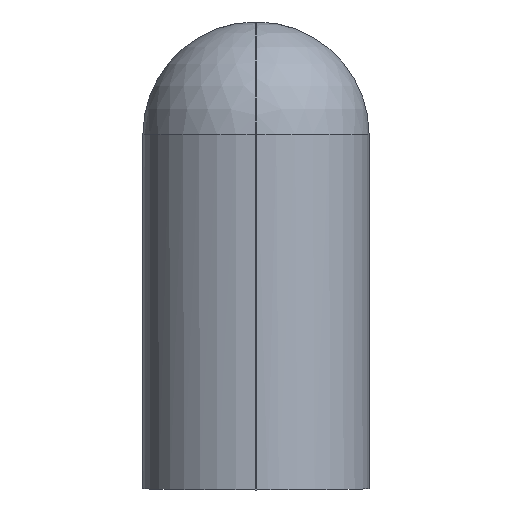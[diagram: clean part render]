
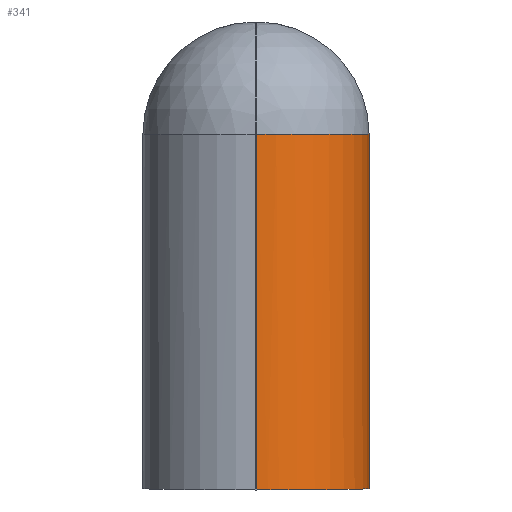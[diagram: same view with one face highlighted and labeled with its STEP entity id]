
A CAD part, left-side view. The second image highlights one B-rep face of the part: STEP entity #341.
In plain terms, the highlighted cylindrical face has radius 1.44 mm (diameter 2.88 mm), a partial arc.
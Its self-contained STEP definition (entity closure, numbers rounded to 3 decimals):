
#22 = VERTEX_POINT('',#23);
#23 = CARTESIAN_POINT('',(-39.5,-0.01,0.));
#32 = PLANE('',#33);
#33 = AXIS2_PLACEMENT_3D('',#34,#35,#36);
#34 = CARTESIAN_POINT('',(-39.5,-1.45,0.));
#35 = DIRECTION('',(-1.,0.,0.));
#36 = DIRECTION('',(0.,1.,0.));
#44 = PLANE('',#45);
#45 = AXIS2_PLACEMENT_3D('',#46,#47,#48);
#46 = CARTESIAN_POINT('',(39.5,2.9,1.));
#47 = DIRECTION('',(0.013,0.,-1.));
#48 = DIRECTION('',(-1.,-0.,-0.013));
#56 = EDGE_CURVE('',#22,#57,#59,.T.);
#57 = VERTEX_POINT('',#58);
#58 = CARTESIAN_POINT('',(-39.5,-0.01,4.56));
#59 = SURFACE_CURVE('',#60,(#64,#71),.PCURVE_S1.);
#60 = LINE('',#61,#62);
#61 = CARTESIAN_POINT('',(-39.5,-0.01,0.));
#62 = VECTOR('',#63,1.);
#63 = DIRECTION('',(0.,0.,1.));
#64 = PCURVE('',#32,#65);
#65 = DEFINITIONAL_REPRESENTATION('',(#66),#70);
#66 = LINE('',#67,#68);
#67 = CARTESIAN_POINT('',(1.44,0.));
#68 = VECTOR('',#69,1.);
#69 = DIRECTION('',(0.,-1.));
#70 = ( GEOMETRIC_REPRESENTATION_CONTEXT(2) 
PARAMETRIC_REPRESENTATION_CONTEXT() REPRESENTATION_CONTEXT('2D SPACE',''
  ) );
#71 = PCURVE('',#72,#77);
#72 = CYLINDRICAL_SURFACE('',#73,1.44);
#73 = AXIS2_PLACEMENT_3D('',#74,#75,#76);
#74 = CARTESIAN_POINT('',(-38.06,-0.01,0.));
#75 = DIRECTION('',(0.,0.,1.));
#76 = DIRECTION('',(-1.,0.,0.));
#77 = DEFINITIONAL_REPRESENTATION('',(#78),#82);
#78 = LINE('',#79,#80);
#79 = CARTESIAN_POINT('',(0.,0.));
#80 = VECTOR('',#81,1.);
#81 = DIRECTION('',(0.,1.));
#82 = ( GEOMETRIC_REPRESENTATION_CONTEXT(2) 
PARAMETRIC_REPRESENTATION_CONTEXT() REPRESENTATION_CONTEXT('2D SPACE',''
  ) );
#238 = VERTEX_POINT('',#239);
#239 = CARTESIAN_POINT('',(-38.06,-1.45,0.018));
#252 = PLANE('',#253);
#253 = AXIS2_PLACEMENT_3D('',#254,#255,#256);
#254 = CARTESIAN_POINT('',(-39.5,-1.45,0.));
#255 = DIRECTION('',(0.,1.,0.));
#256 = DIRECTION('',(1.,0.,0.));
#263 = EDGE_CURVE('',#238,#22,#264,.T.);
#264 = SURFACE_CURVE('',#265,(#270,#277),.PCURVE_S1.);
#265 = ELLIPSE('',#266,1.44,1.44);
#266 = AXIS2_PLACEMENT_3D('',#267,#268,#269);
#267 = CARTESIAN_POINT('',(-38.06,-0.01,0.018));
#268 = DIRECTION('',(0.013,0.,-1.));
#269 = DIRECTION('',(1.,0.,0.013));
#270 = PCURVE('',#44,#271);
#271 = DEFINITIONAL_REPRESENTATION('',(#272),#276);
#272 = ELLIPSE('',#273,1.44,1.44);
#273 = AXIS2_PLACEMENT_2D('',#274,#275);
#274 = CARTESIAN_POINT('',(77.566,-2.91));
#275 = DIRECTION('',(-1.,0.));
#276 = ( GEOMETRIC_REPRESENTATION_CONTEXT(2) 
PARAMETRIC_REPRESENTATION_CONTEXT() REPRESENTATION_CONTEXT('2D SPACE',''
  ) );
#277 = PCURVE('',#72,#278);
#278 = DEFINITIONAL_REPRESENTATION('',(#279),#287);
#279 = B_SPLINE_CURVE_WITH_KNOTS('',6,(#280,#281,#282,#283,#284,#285,
    #286),.UNSPECIFIED.,.F.,.F.,(7,7),(1.571,3.142),
  .PIECEWISE_BEZIER_KNOTS.);
#280 = CARTESIAN_POINT('',(1.571,0.018));
#281 = CARTESIAN_POINT('',(1.309,0.013));
#282 = CARTESIAN_POINT('',(1.047,0.009));
#283 = CARTESIAN_POINT('',(0.785,0.004));
#284 = CARTESIAN_POINT('',(0.524,0.001));
#285 = CARTESIAN_POINT('',(0.262,0.));
#286 = CARTESIAN_POINT('',(0.,0.));
#287 = ( GEOMETRIC_REPRESENTATION_CONTEXT(2) 
PARAMETRIC_REPRESENTATION_CONTEXT() REPRESENTATION_CONTEXT('2D SPACE',''
  ) );
#341 = ADVANCED_FACE('',(#342),#72,.T.);
#342 = FACE_BOUND('',#343,.T.);
#343 = EDGE_LOOP('',(#344,#345,#346,#369));
#344 = ORIENTED_EDGE('',*,*,#56,.F.);
#345 = ORIENTED_EDGE('',*,*,#263,.F.);
#346 = ORIENTED_EDGE('',*,*,#347,.T.);
#347 = EDGE_CURVE('',#238,#348,#350,.T.);
#348 = VERTEX_POINT('',#349);
#349 = CARTESIAN_POINT('',(-38.06,-1.45,4.56));
#350 = SURFACE_CURVE('',#351,(#355,#362),.PCURVE_S1.);
#351 = LINE('',#352,#353);
#352 = CARTESIAN_POINT('',(-38.06,-1.45,0.));
#353 = VECTOR('',#354,1.);
#354 = DIRECTION('',(0.,0.,1.));
#355 = PCURVE('',#72,#356);
#356 = DEFINITIONAL_REPRESENTATION('',(#357),#361);
#357 = LINE('',#358,#359);
#358 = CARTESIAN_POINT('',(1.571,0.));
#359 = VECTOR('',#360,1.);
#360 = DIRECTION('',(0.,1.));
#361 = ( GEOMETRIC_REPRESENTATION_CONTEXT(2) 
PARAMETRIC_REPRESENTATION_CONTEXT() REPRESENTATION_CONTEXT('2D SPACE',''
  ) );
#362 = PCURVE('',#252,#363);
#363 = DEFINITIONAL_REPRESENTATION('',(#364),#368);
#364 = LINE('',#365,#366);
#365 = CARTESIAN_POINT('',(1.44,0.));
#366 = VECTOR('',#367,1.);
#367 = DIRECTION('',(0.,-1.));
#368 = ( GEOMETRIC_REPRESENTATION_CONTEXT(2) 
PARAMETRIC_REPRESENTATION_CONTEXT() REPRESENTATION_CONTEXT('2D SPACE',''
  ) );
#369 = ORIENTED_EDGE('',*,*,#370,.F.);
#370 = EDGE_CURVE('',#57,#348,#371,.T.);
#371 = SURFACE_CURVE('',#372,(#377,#384),.PCURVE_S1.);
#372 = CIRCLE('',#373,1.44);
#373 = AXIS2_PLACEMENT_3D('',#374,#375,#376);
#374 = CARTESIAN_POINT('',(-38.06,-0.01,4.56));
#375 = DIRECTION('',(0.,0.,1.));
#376 = DIRECTION('',(-1.,0.,0.));
#377 = PCURVE('',#72,#378);
#378 = DEFINITIONAL_REPRESENTATION('',(#379),#383);
#379 = LINE('',#380,#381);
#380 = CARTESIAN_POINT('',(0.,4.56));
#381 = VECTOR('',#382,1.);
#382 = DIRECTION('',(1.,0.));
#383 = ( GEOMETRIC_REPRESENTATION_CONTEXT(2) 
PARAMETRIC_REPRESENTATION_CONTEXT() REPRESENTATION_CONTEXT('2D SPACE',''
  ) );
#384 = PCURVE('',#385,#390);
#385 = SPHERICAL_SURFACE('',#386,1.44);
#386 = AXIS2_PLACEMENT_3D('',#387,#388,#389);
#387 = CARTESIAN_POINT('',(-38.06,-0.01,4.56));
#388 = DIRECTION('',(-0.,-0.,-1.));
#389 = DIRECTION('',(-1.,0.,0.));
#390 = DEFINITIONAL_REPRESENTATION('',(#391),#395);
#391 = LINE('',#392,#393);
#392 = CARTESIAN_POINT('',(-0.,0.));
#393 = VECTOR('',#394,1.);
#394 = DIRECTION('',(-1.,0.));
#395 = ( GEOMETRIC_REPRESENTATION_CONTEXT(2) 
PARAMETRIC_REPRESENTATION_CONTEXT() REPRESENTATION_CONTEXT('2D SPACE',''
  ) );
